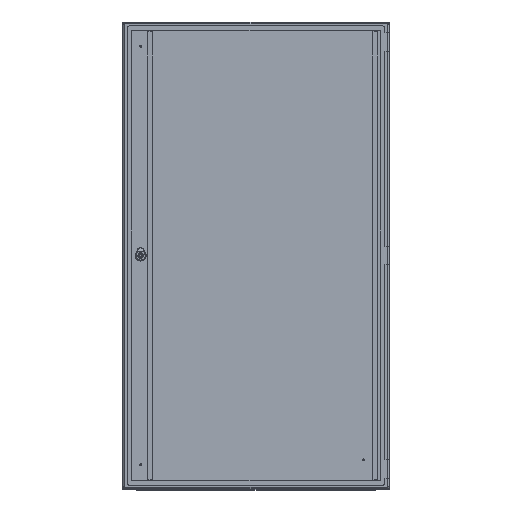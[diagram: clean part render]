
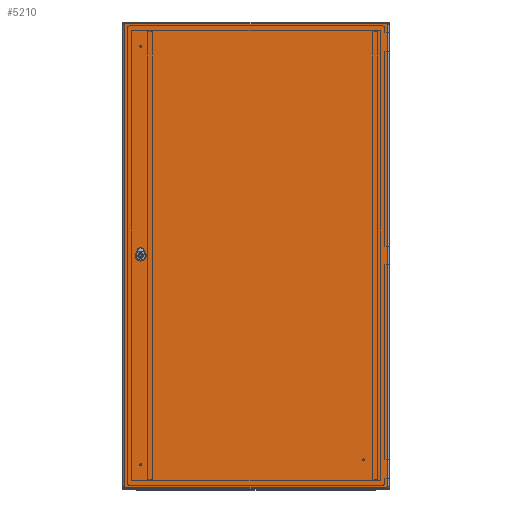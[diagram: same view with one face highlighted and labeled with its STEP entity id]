
A CAD part, top view. The second image highlights one B-rep face of the part: STEP entity #5210.
In plain terms, the highlighted face is planar.
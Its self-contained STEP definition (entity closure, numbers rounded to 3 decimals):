
#3044=FACE_BOUND('',#7556,.T.);
#3045=FACE_BOUND('',#7557,.T.);
#4376=CIRCLE('',#19912,11.25);
#4377=CIRCLE('',#19913,11.25);
#4378=CIRCLE('',#19914,11.25);
#4379=CIRCLE('',#19915,11.25);
#4380=CIRCLE('',#19916,1.);
#4381=CIRCLE('',#19917,1.);
#4382=CIRCLE('',#19918,1.);
#4383=CIRCLE('',#19919,1.);
#5210=ADVANCED_FACE('',(#3044,#3045),#5841,.F.);
#5841=PLANE('',#19920);
#7556=EDGE_LOOP('',(#10407,#10408,#10409,#10410,#10411,#10412,#10413,#10414));
#7557=EDGE_LOOP('',(#10415,#10416,#10417,#10418,#10419,#10420,#10421,#10422));
#10407=ORIENTED_EDGE('',*,*,#15666,.T.);
#10408=ORIENTED_EDGE('',*,*,#15667,.T.);
#10409=ORIENTED_EDGE('',*,*,#15668,.T.);
#10410=ORIENTED_EDGE('',*,*,#15669,.T.);
#10411=ORIENTED_EDGE('',*,*,#15670,.T.);
#10412=ORIENTED_EDGE('',*,*,#15671,.T.);
#10413=ORIENTED_EDGE('',*,*,#15672,.T.);
#10414=ORIENTED_EDGE('',*,*,#15673,.T.);
#10415=ORIENTED_EDGE('',*,*,#15674,.F.);
#10416=ORIENTED_EDGE('',*,*,#15675,.F.);
#10417=ORIENTED_EDGE('',*,*,#15676,.F.);
#10418=ORIENTED_EDGE('',*,*,#15677,.F.);
#10419=ORIENTED_EDGE('',*,*,#15678,.F.);
#10420=ORIENTED_EDGE('',*,*,#15679,.F.);
#10421=ORIENTED_EDGE('',*,*,#15680,.F.);
#10422=ORIENTED_EDGE('',*,*,#15681,.F.);
#13759=VERTEX_POINT('',#28473);
#13760=VERTEX_POINT('',#28474);
#13761=VERTEX_POINT('',#28476);
#13762=VERTEX_POINT('',#28478);
#13763=VERTEX_POINT('',#28480);
#13764=VERTEX_POINT('',#28482);
#13765=VERTEX_POINT('',#28484);
#13766=VERTEX_POINT('',#28486);
#13767=VERTEX_POINT('',#28489);
#13768=VERTEX_POINT('',#28490);
#13769=VERTEX_POINT('',#28492);
#13770=VERTEX_POINT('',#28494);
#13771=VERTEX_POINT('',#28496);
#13772=VERTEX_POINT('',#28498);
#13773=VERTEX_POINT('',#28500);
#13774=VERTEX_POINT('',#28502);
#15666=EDGE_CURVE('',#13759,#13760,#17335,.T.);
#15667=EDGE_CURVE('',#13760,#13761,#4376,.T.);
#15668=EDGE_CURVE('',#13761,#13762,#17336,.T.);
#15669=EDGE_CURVE('',#13762,#13763,#4377,.T.);
#15670=EDGE_CURVE('',#13763,#13764,#17337,.T.);
#15671=EDGE_CURVE('',#13764,#13765,#4378,.T.);
#15672=EDGE_CURVE('',#13765,#13766,#17338,.T.);
#15673=EDGE_CURVE('',#13766,#13759,#4379,.T.);
#15674=EDGE_CURVE('',#13767,#13768,#4380,.T.);
#15675=EDGE_CURVE('',#13769,#13767,#17339,.T.);
#15676=EDGE_CURVE('',#13770,#13769,#4381,.T.);
#15677=EDGE_CURVE('',#13771,#13770,#17340,.T.);
#15678=EDGE_CURVE('',#13772,#13771,#4382,.T.);
#15679=EDGE_CURVE('',#13773,#13772,#17341,.T.);
#15680=EDGE_CURVE('',#13774,#13773,#4383,.T.);
#15681=EDGE_CURVE('',#13768,#13774,#17342,.T.);
#17335=LINE('',#28472,#18380);
#17336=LINE('',#28477,#18381);
#17337=LINE('',#28481,#18382);
#17338=LINE('',#28485,#18383);
#17339=LINE('',#28491,#18384);
#17340=LINE('',#28495,#18385);
#17341=LINE('',#28499,#18386);
#17342=LINE('',#28503,#18387);
#18380=VECTOR('',#23459,1.);
#18381=VECTOR('',#23462,1.);
#18382=VECTOR('',#23465,1.);
#18383=VECTOR('',#23468,1.);
#18384=VECTOR('',#23473,1.);
#18385=VECTOR('',#23476,1.);
#18386=VECTOR('',#23479,1.);
#18387=VECTOR('',#23482,1.);
#19912=AXIS2_PLACEMENT_3D('',#28475,#23460,#23461);
#19913=AXIS2_PLACEMENT_3D('',#28479,#23463,#23464);
#19914=AXIS2_PLACEMENT_3D('',#28483,#23466,#23467);
#19915=AXIS2_PLACEMENT_3D('',#28487,#23469,#23470);
#19916=AXIS2_PLACEMENT_3D('',#28488,#23471,#23472);
#19917=AXIS2_PLACEMENT_3D('',#28493,#23474,#23475);
#19918=AXIS2_PLACEMENT_3D('',#28497,#23477,#23478);
#19919=AXIS2_PLACEMENT_3D('',#28501,#23480,#23481);
#19920=AXIS2_PLACEMENT_3D('',#28504,#23483,#23484);
#23459=DIRECTION('',(-1.,0.,0.));
#23460=DIRECTION('',(0.,0.,1.));
#23461=DIRECTION('',(1.,0.,0.));
#23462=DIRECTION('',(0.,-1.,0.));
#23463=DIRECTION('',(0.,0.,1.));
#23464=DIRECTION('',(1.,0.,0.));
#23465=DIRECTION('',(1.,0.,0.));
#23466=DIRECTION('',(0.,0.,1.));
#23467=DIRECTION('',(1.,0.,0.));
#23468=DIRECTION('',(0.,1.,0.));
#23469=DIRECTION('',(0.,0.,1.));
#23470=DIRECTION('',(1.,0.,0.));
#23471=DIRECTION('',(0.,0.,1.));
#23472=DIRECTION('',(1.,0.,0.));
#23473=DIRECTION('',(0.,-1.,0.));
#23474=DIRECTION('',(0.,0.,1.));
#23475=DIRECTION('',(1.,0.,0.));
#23476=DIRECTION('',(-1.,0.,0.));
#23477=DIRECTION('',(0.,0.,1.));
#23478=DIRECTION('',(1.,0.,0.));
#23479=DIRECTION('',(0.,1.,0.));
#23480=DIRECTION('',(0.,0.,1.));
#23481=DIRECTION('',(1.,0.,0.));
#23482=DIRECTION('',(1.,0.,0.));
#23483=DIRECTION('',(0.,0.,1.));
#23484=DIRECTION('',(1.,0.,0.));
#28472=CARTESIAN_POINT('',(-393.75,10.2,0.));
#28473=CARTESIAN_POINT('',(350.496,10.2,0.));
#28474=CARTESIAN_POINT('',(341.004,10.2,0.));
#28475=CARTESIAN_POINT('',(345.75,0.,0.));
#28476=CARTESIAN_POINT('',(335.55,4.746,0.));
#28477=CARTESIAN_POINT('',(335.55,693.,0.));
#28478=CARTESIAN_POINT('',(335.55,-4.746,0.));
#28479=CARTESIAN_POINT('',(345.75,0.,0.));
#28480=CARTESIAN_POINT('',(341.004,-10.2,0.));
#28481=CARTESIAN_POINT('',(-393.75,-10.2,0.));
#28482=CARTESIAN_POINT('',(350.496,-10.2,0.));
#28483=CARTESIAN_POINT('',(345.75,0.,0.));
#28484=CARTESIAN_POINT('',(355.95,-4.746,0.));
#28485=CARTESIAN_POINT('',(355.95,693.,0.));
#28486=CARTESIAN_POINT('',(355.95,4.746,0.));
#28487=CARTESIAN_POINT('',(345.75,0.,0.));
#28488=CARTESIAN_POINT('',(-393.75,-693.,0.));
#28489=CARTESIAN_POINT('',(-394.75,-693.,0.));
#28490=CARTESIAN_POINT('',(-393.75,-694.,0.));
#28491=CARTESIAN_POINT('',(-394.75,693.,0.));
#28492=CARTESIAN_POINT('',(-394.75,693.,0.));
#28493=CARTESIAN_POINT('',(-393.75,693.,0.));
#28494=CARTESIAN_POINT('',(-393.75,694.,0.));
#28495=CARTESIAN_POINT('',(393.75,694.,0.));
#28496=CARTESIAN_POINT('',(393.75,694.,0.));
#28497=CARTESIAN_POINT('',(393.75,693.,0.));
#28498=CARTESIAN_POINT('',(394.75,693.,0.));
#28499=CARTESIAN_POINT('',(394.75,-693.,0.));
#28500=CARTESIAN_POINT('',(394.75,-693.,0.));
#28501=CARTESIAN_POINT('',(393.75,-693.,0.));
#28502=CARTESIAN_POINT('',(393.75,-694.,0.));
#28503=CARTESIAN_POINT('',(-393.75,-694.,0.));
#28504=CARTESIAN_POINT('',(-393.75,693.,0.));
